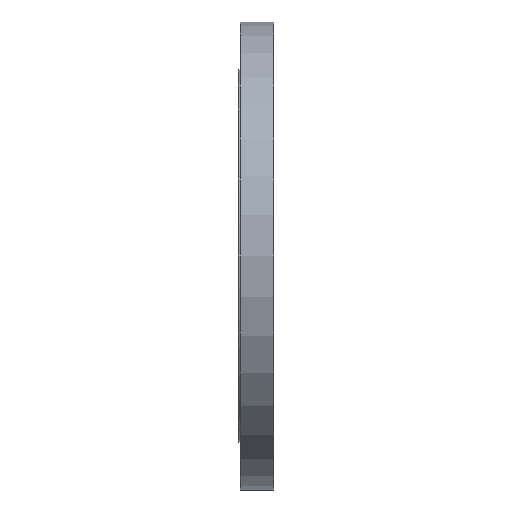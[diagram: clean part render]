
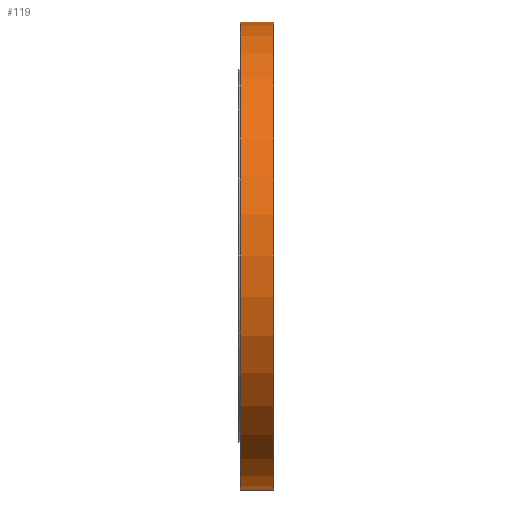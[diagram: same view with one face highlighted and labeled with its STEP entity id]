
A CAD part, left-side view. The second image highlights one B-rep face of the part: STEP entity #119.
In plain terms, the highlighted cylindrical face has radius 203.2 mm (diameter 406.4 mm), a partial arc.
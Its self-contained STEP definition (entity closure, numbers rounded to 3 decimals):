
#4 = EDGE_CURVE ( 'NONE', #206, #434, #1110, .T. ) ;
#22 = ORIENTED_EDGE ( 'NONE', *, *, #43, .T. ) ;
#43 = EDGE_CURVE ( 'NONE', #832, #414, #151, .T. ) ;
#75 = CARTESIAN_POINT ( 'NONE',  ( 0., 28.8, -203.2 ) ) ;
#119 = ADVANCED_FACE ( 'NONE', ( #330 ), #509, .T. ) ;
#137 = VECTOR ( 'NONE', #657, 1000. ) ;
#146 = ORIENTED_EDGE ( 'NONE', *, *, #385, .F. ) ;
#151 = LINE ( 'NONE', #309, #137 ) ;
#206 = VERTEX_POINT ( 'NONE', #590 ) ;
#212 = AXIS2_PLACEMENT_3D ( 'NONE', #638, #552, #468 ) ;
#253 = CARTESIAN_POINT ( 'NONE',  ( 0., 28.8, 0. ) ) ;
#292 = ORIENTED_EDGE ( 'NONE', *, *, #4, .F. ) ;
#309 = CARTESIAN_POINT ( 'NONE',  ( 0., 28.8, -203.2 ) ) ;
#330 = FACE_OUTER_BOUND ( 'NONE', #954, .T. ) ;
#339 = AXIS2_PLACEMENT_3D ( 'NONE', #253, #519, #788 ) ;
#357 = CARTESIAN_POINT ( 'NONE',  ( 0., 28.8, 0. ) ) ;
#385 = EDGE_CURVE ( 'NONE', #832, #206, #886, .T. ) ;
#408 = CARTESIAN_POINT ( 'NONE',  ( 0., 28.8, 203.2 ) ) ;
#414 = VERTEX_POINT ( 'NONE', #474 ) ;
#434 = VERTEX_POINT ( 'NONE', #541 ) ;
#439 = DIRECTION ( 'NONE',  ( 0., 0., 1. ) ) ;
#468 = DIRECTION ( 'NONE',  ( 0., 0., 1. ) ) ;
#474 = CARTESIAN_POINT ( 'NONE',  ( 0., 0., -203.2 ) ) ;
#482 = AXIS2_PLACEMENT_3D ( 'NONE', #357, #1066, #439 ) ;
#505 = EDGE_CURVE ( 'NONE', #414, #434, #689, .T. ) ;
#509 = CYLINDRICAL_SURFACE ( 'NONE', #339, 203.2 ) ;
#519 = DIRECTION ( 'NONE',  ( 0., -1., 0. ) ) ;
#541 = CARTESIAN_POINT ( 'NONE',  ( 0., 0., 203.2 ) ) ;
#552 = DIRECTION ( 'NONE',  ( 0., 1., 0. ) ) ;
#554 = VECTOR ( 'NONE', #1116, 1000. ) ;
#590 = CARTESIAN_POINT ( 'NONE',  ( 0., 28.8, 203.2 ) ) ;
#607 = ORIENTED_EDGE ( 'NONE', *, *, #505, .T. ) ;
#638 = CARTESIAN_POINT ( 'NONE',  ( 0., 0., 0. ) ) ;
#657 = DIRECTION ( 'NONE',  ( 0., -1., 0. ) ) ;
#689 = CIRCLE ( 'NONE', #212, 203.2 ) ;
#788 = DIRECTION ( 'NONE',  ( 0., 0., -1. ) ) ;
#832 = VERTEX_POINT ( 'NONE', #75 ) ;
#886 = CIRCLE ( 'NONE', #482, 203.2 ) ;
#954 = EDGE_LOOP ( 'NONE', ( #292, #146, #22, #607 ) ) ;
#1066 = DIRECTION ( 'NONE',  ( 0., 1., 0. ) ) ;
#1110 = LINE ( 'NONE', #408, #554 ) ;
#1116 = DIRECTION ( 'NONE',  ( 0., -1., 0. ) ) ;
